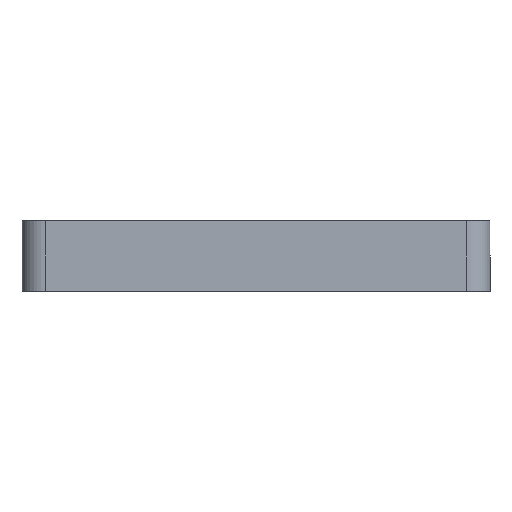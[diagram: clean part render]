
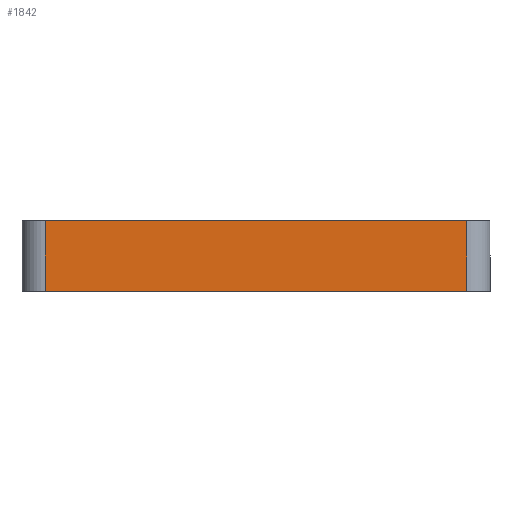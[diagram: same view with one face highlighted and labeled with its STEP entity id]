
A CAD part, left-side view. The second image highlights one B-rep face of the part: STEP entity #1842.
In plain terms, the highlighted planar face has unit normal (-1, 0, 0).
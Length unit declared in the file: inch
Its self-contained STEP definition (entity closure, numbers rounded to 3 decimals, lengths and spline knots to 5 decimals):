
#174 = CARTESIAN_POINT ( 'NONE',  ( -3.875, 0.125, 0. ) ) ;
#236 = VECTOR ( 'NONE', #1547, 39.37008 ) ;
#245 = CARTESIAN_POINT ( 'NONE',  ( -3.875, 0.125, -0.375 ) ) ;
#262 = CARTESIAN_POINT ( 'NONE',  ( -3.875, 1.25, -0.375 ) ) ;
#317 = EDGE_LOOP ( 'NONE', ( #1632, #1013, #1273, #418 ) ) ;
#400 = DIRECTION ( 'NONE',  ( 0., 1., 0. ) ) ;
#418 = ORIENTED_EDGE ( 'NONE', *, *, #2618, .F. ) ;
#521 = DIRECTION ( 'NONE',  ( 0., 0., -1. ) ) ;
#524 = DIRECTION ( 'NONE',  ( 0., 1., 0. ) ) ;
#553 = VERTEX_POINT ( 'NONE', #245 ) ;
#700 = CARTESIAN_POINT ( 'NONE',  ( -3.875, 2.375, -0.375 ) ) ;
#755 = LINE ( 'NONE', #921, #1153 ) ;
#796 = CARTESIAN_POINT ( 'NONE',  ( -3.875, 0., 0. ) ) ;
#921 = CARTESIAN_POINT ( 'NONE',  ( -3.875, 0.125, -0.375 ) ) ;
#1013 = ORIENTED_EDGE ( 'NONE', *, *, #2747, .F. ) ;
#1044 = CARTESIAN_POINT ( 'NONE',  ( -3.875, 2.375, -0.375 ) ) ;
#1153 = VECTOR ( 'NONE', #521, 39.37008 ) ;
#1157 = EDGE_CURVE ( 'NONE', #1299, #1270, #2598, .T. ) ;
#1250 = DIRECTION ( 'NONE',  ( 1., 0., 0. ) ) ;
#1270 = VERTEX_POINT ( 'NONE', #1916 ) ;
#1273 = ORIENTED_EDGE ( 'NONE', *, *, #1157, .F. ) ;
#1299 = VERTEX_POINT ( 'NONE', #1044 ) ;
#1415 = FACE_OUTER_BOUND ( 'NONE', #317, .T. ) ;
#1547 = DIRECTION ( 'NONE',  ( 0., 0., 1. ) ) ;
#1563 = VECTOR ( 'NONE', #524, 39.37008 ) ;
#1632 = ORIENTED_EDGE ( 'NONE', *, *, #2113, .F. ) ;
#1745 = VECTOR ( 'NONE', #2258, 39.37008 ) ;
#1813 = LINE ( 'NONE', #796, #1745 ) ;
#1842 = ADVANCED_FACE ( 'NONE', ( #1415 ), #2054, .F. ) ;
#1893 = CARTESIAN_POINT ( 'NONE',  ( -3.875, 0., -0.375 ) ) ;
#1916 = CARTESIAN_POINT ( 'NONE',  ( -3.875, 2.375, 0. ) ) ;
#1924 = VERTEX_POINT ( 'NONE', #174 ) ;
#2054 = PLANE ( 'NONE',  #2495 ) ;
#2113 = EDGE_CURVE ( 'NONE', #1924, #553, #755, .T. ) ;
#2258 = DIRECTION ( 'NONE',  ( 0., -1., 0. ) ) ;
#2495 = AXIS2_PLACEMENT_3D ( 'NONE', #1893, #1250, #400 ) ;
#2578 = LINE ( 'NONE', #262, #1563 ) ;
#2598 = LINE ( 'NONE', #700, #236 ) ;
#2618 = EDGE_CURVE ( 'NONE', #553, #1299, #2578, .T. ) ;
#2747 = EDGE_CURVE ( 'NONE', #1270, #1924, #1813, .T. ) ;
